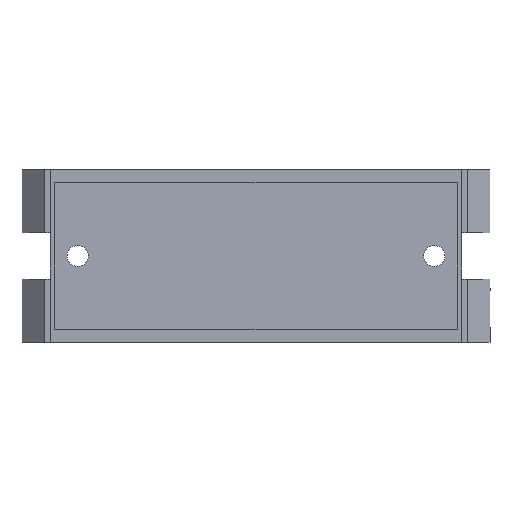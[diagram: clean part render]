
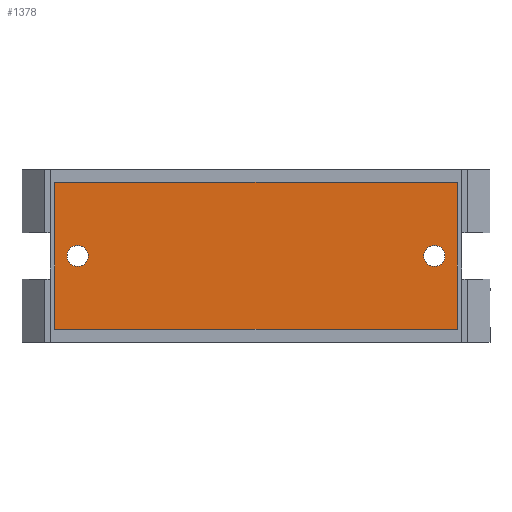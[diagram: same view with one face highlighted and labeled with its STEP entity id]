
A CAD part, top view. The second image highlights one B-rep face of the part: STEP entity #1378.
In plain terms, the highlighted free-form (B-spline) face has degree [1, 1] with [2, 2] control points.
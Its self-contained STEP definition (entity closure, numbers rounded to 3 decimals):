
#1152=CARTESIAN_POINT('',(43.75,0.,17.));
#1153=VERTEX_POINT('',#1152);
#1162=CARTESIAN_POINT('',(49.25,0.,17.));
#1163=VERTEX_POINT('',#1162);
#1164=CARTESIAN_POINT('',(46.5,0.,17.));
#1165=DIRECTION('',(0.0,0.0,-1.0));
#1166=DIRECTION('',(-1.0,0.0,0.0));
#1167=AXIS2_PLACEMENT_3D('',#1164,#1165,#1166);
#1168=CIRCLE('',#1167,2.75);
#1169=EDGE_CURVE('',#1163,#1153,#1168,.T.);
#1194=CARTESIAN_POINT('',(-43.75,0.,17.));
#1195=VERTEX_POINT('',#1194);
#1204=CARTESIAN_POINT('',(-49.25,0.,17.));
#1205=VERTEX_POINT('',#1204);
#1206=CARTESIAN_POINT('',(-46.5,0.,17.));
#1207=DIRECTION('',(0.0,0.0,-1.0));
#1208=DIRECTION('',(1.0,0.0,0.0));
#1209=AXIS2_PLACEMENT_3D('',#1206,#1207,#1208);
#1210=CIRCLE('',#1209,2.75);
#1211=EDGE_CURVE('',#1205,#1195,#1210,.T.);
#1245=CARTESIAN_POINT('',(-46.5,0.,17.));
#1246=DIRECTION('',(0.0,0.0,-1.0));
#1247=DIRECTION('',(1.0,0.0,0.0));
#1248=AXIS2_PLACEMENT_3D('',#1245,#1246,#1247);
#1249=CIRCLE('',#1248,2.75);
#1250=EDGE_CURVE('',#1195,#1205,#1249,.T.);
#1262=CARTESIAN_POINT('',(-52.4,-19.15,17.));
#1263=VERTEX_POINT('',#1262);
#1270=CARTESIAN_POINT('',(-52.4,19.15,17.0));
#1271=VERTEX_POINT('',#1270);
#1272=CARTESIAN_POINT('',(-52.4,19.15,17.0));
#1273=DIRECTION('',(0.0,-1.0,0.0));
#1274=VECTOR('',#1273,38.3);
#1275=LINE('',#1272,#1274);
#1276=EDGE_CURVE('',#1271,#1263,#1275,.T.);
#1330=CARTESIAN_POINT('',(46.5,0.,17.));
#1331=DIRECTION('',(0.0,0.0,-1.0));
#1332=DIRECTION('',(-1.0,0.0,0.0));
#1333=AXIS2_PLACEMENT_3D('',#1330,#1331,#1332);
#1334=CIRCLE('',#1333,2.75);
#1335=EDGE_CURVE('',#1153,#1163,#1334,.T.);
#1340=CARTESIAN_POINT('',(-52.4,-19.15,17.));
#1341=CARTESIAN_POINT('',(52.4,-19.15,17.));
#1342=CARTESIAN_POINT('',(-52.4,19.15,17.));
#1343=CARTESIAN_POINT('',(52.4,19.15,17.));
#1344=B_SPLINE_SURFACE_WITH_KNOTS('',1,1,((#1340,#1342),(#1341,#1343)),.UNSPECIFIED.,.F.,.F.,.U.,(2,2),(2,2),(0.0,104.8),(0.0,38.3),.UNSPECIFIED.);
#1345=CARTESIAN_POINT('',(52.4,-19.15,17.));
#1346=VERTEX_POINT('',#1345);
#1347=CARTESIAN_POINT('',(-52.4,-19.15,17.));
#1348=DIRECTION('',(1.0,0.0,0.0));
#1349=VECTOR('',#1348,104.8);
#1350=LINE('',#1347,#1349);
#1351=EDGE_CURVE('',#1263,#1346,#1350,.T.);
#1352=ORIENTED_EDGE('',*,*,#1351,.T.);
#1353=CARTESIAN_POINT('',(52.4,19.15,17.0));
#1354=VERTEX_POINT('',#1353);
#1355=CARTESIAN_POINT('',(52.4,19.15,17.0));
#1356=DIRECTION('',(0.0,-1.0,0.0));
#1357=VECTOR('',#1356,38.3);
#1358=LINE('',#1355,#1357);
#1359=EDGE_CURVE('',#1354,#1346,#1358,.T.);
#1360=ORIENTED_EDGE('',*,*,#1359,.F.);
#1361=CARTESIAN_POINT('',(52.4,19.15,17.0));
#1362=DIRECTION('',(-1.0,0.0,0.0));
#1363=VECTOR('',#1362,104.8);
#1364=LINE('',#1361,#1363);
#1365=EDGE_CURVE('',#1354,#1271,#1364,.T.);
#1366=ORIENTED_EDGE('',*,*,#1365,.T.);
#1367=ORIENTED_EDGE('',*,*,#1276,.T.);
#1368=EDGE_LOOP('',(#1352,#1360,#1366,#1367));
#1369=FACE_OUTER_BOUND('',#1368,.T.);
#1370=ORIENTED_EDGE('',*,*,#1250,.T.);
#1371=ORIENTED_EDGE('',*,*,#1211,.T.);
#1372=EDGE_LOOP('',(#1370,#1371));
#1373=FACE_BOUND('',#1372,.T.);
#1374=ORIENTED_EDGE('',*,*,#1335,.T.);
#1375=ORIENTED_EDGE('',*,*,#1169,.T.);
#1376=EDGE_LOOP('',(#1374,#1375));
#1377=FACE_BOUND('',#1376,.T.);
#1378=ADVANCED_FACE('',(#1369,#1373,#1377),#1344,.T.);
